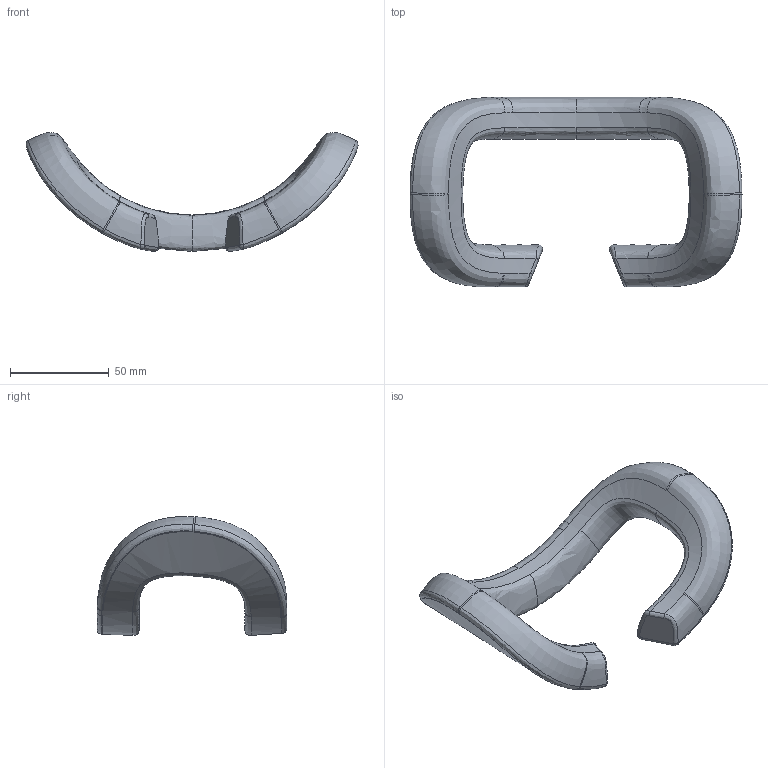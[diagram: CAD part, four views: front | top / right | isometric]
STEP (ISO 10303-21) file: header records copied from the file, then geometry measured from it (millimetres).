
FILE_DESCRIPTION((''),'2;1');
FILE_NAME('VR_EYESUPPORT','2023-06-28T16:09:55',('Leon'),(''),'CREO PARAMETRIC BY PTC INC, 2018050','CREO PARAMETRIC BY PTC INC, 2018050','');
FILE_SCHEMA(('CONFIG_CONTROL_DESIGN'));
Length unit declared in the file: millimetre
Products named in the file (1): VR_EYESUPPORT
Bounding box: 167.71 x 95.96 x 60.02 mm (x, y, z)
Volume: 146635.3 mm3; surface area: 28910.8 mm2
Topology: 1 solids, 1 shells, 65 faces, 165 edges, 102 vertices
Faces by surface type: bspline 60, cone 3, plane 2
Entity records: 8282 total; most frequent: CARTESIAN_POINT 7072, ORIENTED_EDGE 330, EDGE_CURVE 165, DIRECTION 108, B_SPLINE_CURVE_WITH_KNOTS 108, VERTEX_POINT 102, EDGE_LOOP 65, FACE_OUTER_BOUND 65
